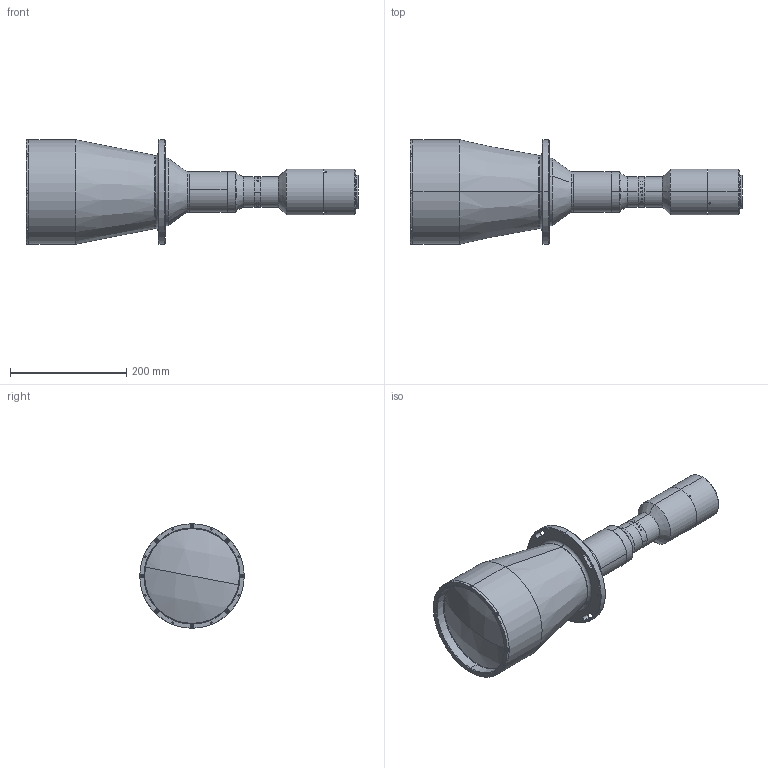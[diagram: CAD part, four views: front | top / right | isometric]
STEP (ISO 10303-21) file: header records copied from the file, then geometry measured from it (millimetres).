
FILE_DESCRIPTION (( 'STEP AP203' ), '1' );
FILE_NAME ('XF-PTL15244-0293-320-M58X0.75-11.48-(HD).STEP', '2018-12-24T06:07:26', ( 'lawlynn' ), ( '' ), 'SwSTEP 2.0', 'SolidWorks 2014', '' );
FILE_SCHEMA (( 'CONFIG_CONTROL_DESIGN' ));
Length unit declared in the file: millimetre
Products named in the file (1): XF-PTL15244-0293-320-M58X0.75-11.48-(HD)
Bounding box: 572 x 180 x 180 mm (x, y, z)
Surface area: 303647.4 mm2 (no closed solid volume)
Topology: 0 solids, 39 shells, 261 faces, 1225 edges, 999 vertices
Faces by surface type: cylinder 127, plane 80, cone 44, torus 8, sphere 2
Entity records: 17990 total; most frequent: CARTESIAN_POINT 8240, DIRECTION 1991, ORIENTED_EDGE 1728, EDGE_CURVE 1217, VERTEX_POINT 999, AXIS2_PLACEMENT_3D 762, CIRCLE 500, VECTOR 467
